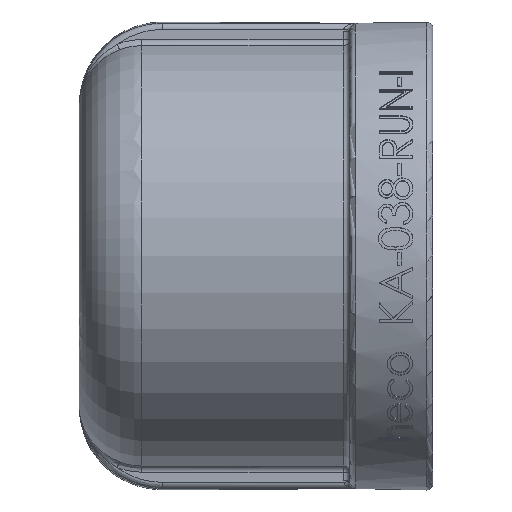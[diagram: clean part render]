
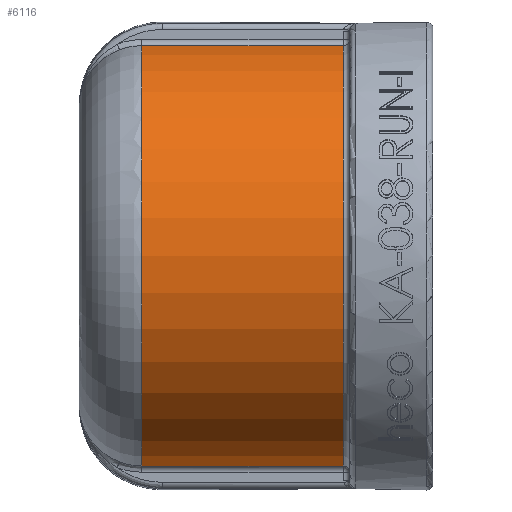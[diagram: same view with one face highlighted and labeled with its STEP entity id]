
A CAD part, top view. The second image highlights one B-rep face of the part: STEP entity #6116.
In plain terms, the highlighted cylindrical face has radius 10.25 mm (diameter 20.5 mm), a partial arc.
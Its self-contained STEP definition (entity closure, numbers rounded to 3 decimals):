
#2138 = EDGE_CURVE ( 'NONE', #16527, #4871, #18618, .T. ) ;
#2762 = AXIS2_PLACEMENT_3D ( 'NONE', #3404, #13646, #12387 ) ;
#3105 = ORIENTED_EDGE ( 'NONE', *, *, #2138, .F. ) ;
#3404 = CARTESIAN_POINT ( 'NONE',  ( -10.5, 0., 0. ) ) ;
#4137 = CIRCLE ( 'NONE', #8492, 10.25 ) ;
#4372 = CARTESIAN_POINT ( 'NONE',  ( -10.5, -10.1, 1.749 ) ) ;
#4871 = VERTEX_POINT ( 'NONE', #17003 ) ;
#5052 = CARTESIAN_POINT ( 'NONE',  ( -0.8, -10.1, 1.749 ) ) ;
#5734 = FACE_OUTER_BOUND ( 'NONE', #15279, .T. ) ;
#6116 = ADVANCED_FACE ( 'NONE', ( #5734 ), #13077, .T. ) ;
#6806 = DIRECTION ( 'NONE',  ( 1., 0., 0. ) ) ;
#6995 = CARTESIAN_POINT ( 'NONE',  ( -0.8, 0., 0. ) ) ;
#7196 = DIRECTION ( 'NONE',  ( 0., 1., 0. ) ) ;
#7599 = ORIENTED_EDGE ( 'NONE', *, *, #15675, .F. ) ;
#7898 = CARTESIAN_POINT ( 'NONE',  ( -10.5, 10.1, 1.749 ) ) ;
#8492 = AXIS2_PLACEMENT_3D ( 'NONE', #6995, #12881, #12974 ) ;
#9741 = CARTESIAN_POINT ( 'NONE',  ( -7., 10.1, 1.749 ) ) ;
#9751 = CARTESIAN_POINT ( 'NONE',  ( -7., -10.1, 1.749 ) ) ;
#11675 = VERTEX_POINT ( 'NONE', #4372 ) ;
#11796 = VECTOR ( 'NONE', #18715, 1000. ) ;
#12387 = DIRECTION ( 'NONE',  ( 0., 0., 1. ) ) ;
#12881 = DIRECTION ( 'NONE',  ( 1., 0., 0. ) ) ;
#12974 = DIRECTION ( 'NONE',  ( 0., -1., 0. ) ) ;
#12983 = CARTESIAN_POINT ( 'NONE',  ( -7., 0., 0. ) ) ;
#13077 = CYLINDRICAL_SURFACE ( 'NONE', #15300, 10.25 ) ;
#13574 = EDGE_CURVE ( 'NONE', #4871, #18768, #4137, .T. ) ;
#13646 = DIRECTION ( 'NONE',  ( -1., 0., 0. ) ) ;
#14193 = ORIENTED_EDGE ( 'NONE', *, *, #13574, .F. ) ;
#14424 = EDGE_CURVE ( 'NONE', #11675, #16527, #15210, .T. ) ;
#14655 = VECTOR ( 'NONE', #15498, 1000. ) ;
#15196 = ORIENTED_EDGE ( 'NONE', *, *, #14424, .F. ) ;
#15210 = CIRCLE ( 'NONE', #2762, 10.25 ) ;
#15279 = EDGE_LOOP ( 'NONE', ( #7599, #14193, #3105, #15196 ) ) ;
#15300 = AXIS2_PLACEMENT_3D ( 'NONE', #12983, #6806, #7196 ) ;
#15498 = DIRECTION ( 'NONE',  ( -1., 0., 0. ) ) ;
#15675 = EDGE_CURVE ( 'NONE', #18768, #11675, #17064, .T. ) ;
#16527 = VERTEX_POINT ( 'NONE', #7898 ) ;
#17003 = CARTESIAN_POINT ( 'NONE',  ( -0.8, 10.1, 1.749 ) ) ;
#17064 = LINE ( 'NONE', #9751, #14655 ) ;
#18618 = LINE ( 'NONE', #9741, #11796 ) ;
#18715 = DIRECTION ( 'NONE',  ( 1., 0., 0. ) ) ;
#18768 = VERTEX_POINT ( 'NONE', #5052 ) ;
